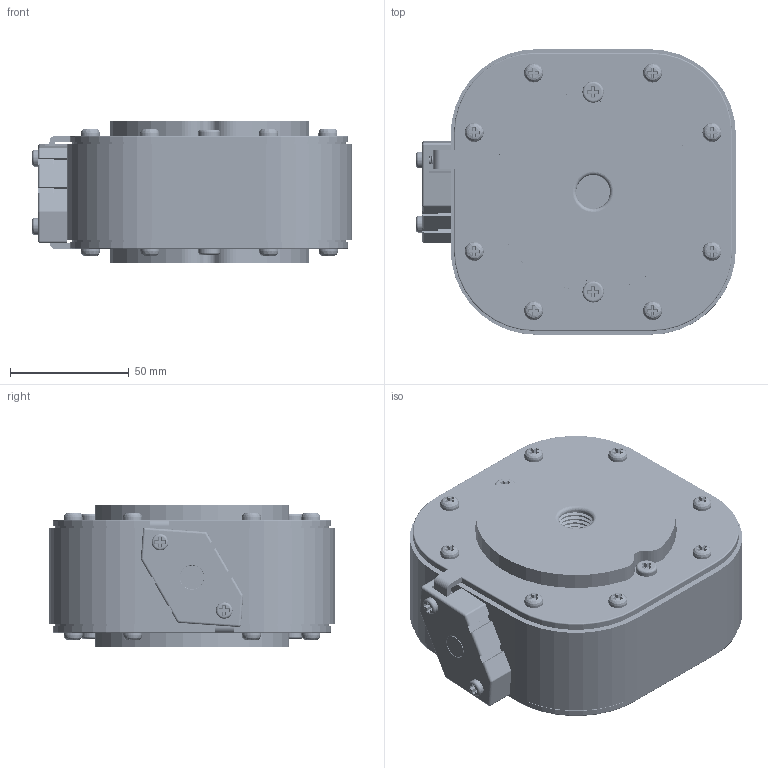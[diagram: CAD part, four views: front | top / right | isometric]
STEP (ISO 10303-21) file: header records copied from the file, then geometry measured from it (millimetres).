
FILE_DESCRIPTION(/* description */ (''),/* implementation_level */ '2;1');
FILE_NAME(/* name */ 'CDRSM-3200D 3D模型.stp',/* time_stamp */ '2023-08-17T15:30:57+08:00',/* author */ (''),/* organization */ (''),/* preprocessor_version */ 'ST-DEVELOPER v16',/* originating_system */ 'SIEMENS PLM Software NX 10.0',/* authorisation */ '');
FILE_SCHEMA (('CONFIG_CONTROL_DESIGN'));
Products named in the file (1): CDRSM-3200D11
Bounding box: 134.5 x 120 x 60 mm (x, y, z)
Volume: 472441.7 mm3; surface area: 158545.3 mm2
Topology: 31 solids, 31 shells, 1001 faces, 2638 edges, 1747 vertices
Faces by surface type: plane 605, cylinder 250, bspline 88, cone 34, torus 18, sphere 6
Full cylindrical faces by diameter (mm): 1.2 x1, 3 x1, 3.2 x2, 3.3 x16, 4 x1, 4.2 x5, 5 x34, 6 x8, 7 x2, 8 x16, 9 x4, 9.5 x1, 10 x2, 14.6 x1, 16 x1, 94 x2, 95 x1
Entity records: 120442 total; most frequent: CARTESIAN_POINT 97403, ORIENTED_EDGE 4788, DIRECTION 4282, EDGE_CURVE 2394, VERTEX_POINT 1660, AXIS2_PLACEMENT_3D 1509, EDGE_LOOP 1312, LINE 1264
